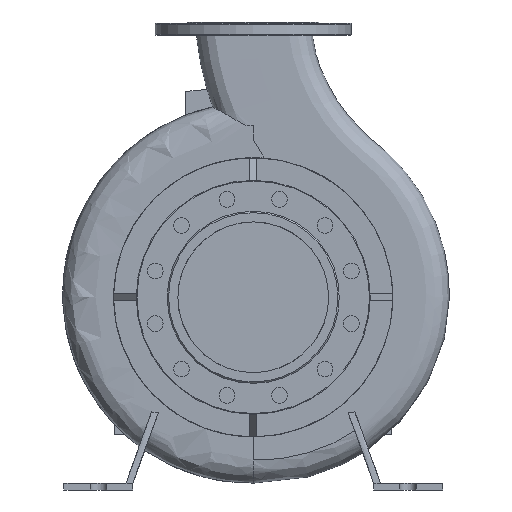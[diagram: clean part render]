
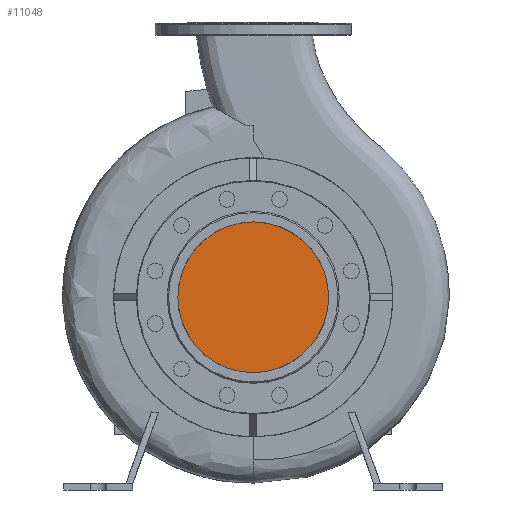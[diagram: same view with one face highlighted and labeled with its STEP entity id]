
A CAD part, left-side view. The second image highlights one B-rep face of the part: STEP entity #11048.
In plain terms, the highlighted planar face has unit normal (-1, 0, 0).
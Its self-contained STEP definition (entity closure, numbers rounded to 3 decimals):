
#489=CIRCLE('',#11810,109.55);
#973=PLANE('',#11809);
#1459=FACE_OUTER_BOUND('',#2240,.T.);
#2240=EDGE_LOOP('',(#8584));
#5266=VERTEX_POINT('',#17640);
#6484=EDGE_CURVE('',#5266,#5266,#489,.T.);
#8584=ORIENTED_EDGE('',*,*,#6484,.T.);
#11048=ADVANCED_FACE('',(#1459),#973,.F.);
#11809=AXIS2_PLACEMENT_3D('',#17639,#13558,#13559);
#11810=AXIS2_PLACEMENT_3D('',#17641,#13560,#13561);
#13558=DIRECTION('center_axis',(1.,0.,0.));
#13559=DIRECTION('ref_axis',(0.,0.,1.));
#13560=DIRECTION('center_axis',(-1.,0.,0.));
#13561=DIRECTION('ref_axis',(0.,-1.,0.));
#17639=CARTESIAN_POINT('Origin',(-150.,-54.775,280.));
#17640=CARTESIAN_POINT('',(-150.,-109.55,280.));
#17641=CARTESIAN_POINT('Origin',(-150.,0.,
280.));
